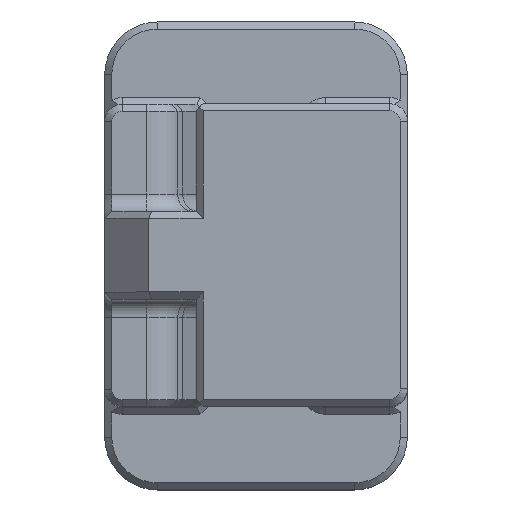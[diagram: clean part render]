
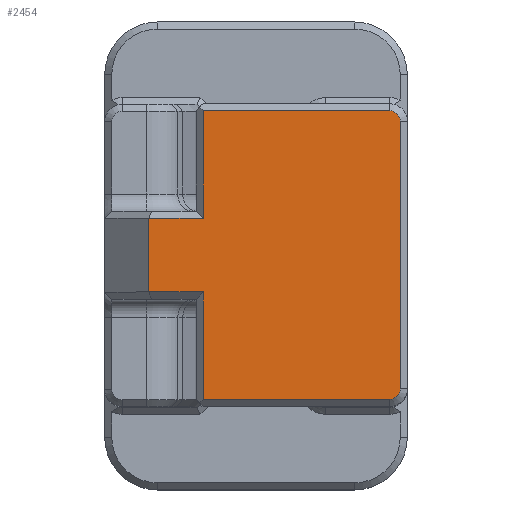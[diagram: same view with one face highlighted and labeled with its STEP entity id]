
A CAD part, top view. The second image highlights one B-rep face of the part: STEP entity #2454.
In plain terms, the highlighted planar face has unit normal (0, 0, 1).
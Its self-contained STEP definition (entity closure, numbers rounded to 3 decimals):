
#266 = LINE ( 'NONE', #3518, #5744 ) ;
#388 = EDGE_CURVE ( 'NONE', #5872, #2464, #5520, .T. ) ;
#514 = VECTOR ( 'NONE', #4401, 1000. ) ;
#713 = CIRCLE ( 'NONE', #4077, 0.6 ) ;
#739 = CARTESIAN_POINT ( 'NONE',  ( 5.6, 10.7, 35.4 ) ) ;
#748 = CARTESIAN_POINT ( 'NONE',  ( 5.6, 17.2, 35.4 ) ) ;
#794 = CARTESIAN_POINT ( 'NONE',  ( 16.8, 0., 35.4 ) ) ;
#816 = LINE ( 'NONE', #5066, #1567 ) ;
#945 = EDGE_CURVE ( 'NONE', #1078, #3957, #816, .T. ) ;
#954 = CARTESIAN_POINT ( 'NONE',  ( 5.6, 16.8, 35.4 ) ) ;
#1078 = VERTEX_POINT ( 'NONE', #3780 ) ;
#1144 = DIRECTION ( 'NONE',  ( 1., 0., 0. ) ) ;
#1164 = DIRECTION ( 'NONE',  ( 0., -1., 0. ) ) ;
#1166 = LINE ( 'NONE', #748, #4179 ) ;
#1200 = CARTESIAN_POINT ( 'NONE',  ( 2.5, 6.5, 35.4 ) ) ;
#1217 = EDGE_CURVE ( 'NONE', #1078, #1282, #1677, .T. ) ;
#1282 = VERTEX_POINT ( 'NONE', #1200 ) ;
#1311 = CARTESIAN_POINT ( 'NONE',  ( 0., 0., 35.4 ) ) ;
#1336 = DIRECTION ( 'NONE',  ( -1., 0., 0. ) ) ;
#1567 = VECTOR ( 'NONE', #1796, 1000. ) ;
#1614 = ORIENTED_EDGE ( 'NONE', *, *, #5642, .T. ) ;
#1632 = CARTESIAN_POINT ( 'NONE',  ( 16.8, 16.2, 35.4 ) ) ;
#1636 = DIRECTION ( 'NONE',  ( 1., 0., 0. ) ) ;
#1657 = LINE ( 'NONE', #5848, #514 ) ;
#1677 = LINE ( 'NONE', #2124, #3878 ) ;
#1765 = DIRECTION ( 'NONE',  ( 0., 1., 0. ) ) ;
#1796 = DIRECTION ( 'NONE',  ( 1., 0., 0. ) ) ;
#1820 = ORIENTED_EDGE ( 'NONE', *, *, #5982, .F. ) ;
#1913 = ORIENTED_EDGE ( 'NONE', *, *, #2576, .T. ) ;
#1994 = DIRECTION ( 'NONE',  ( -1., 0., 0. ) ) ;
#1995 = VERTEX_POINT ( 'NONE', #2864 ) ;
#2124 = CARTESIAN_POINT ( 'NONE',  ( 2.5, 0., 35.4 ) ) ;
#2163 = DIRECTION ( 'NONE',  ( 0., -1., 0. ) ) ;
#2234 = FACE_OUTER_BOUND ( 'NONE', #4860, .T. ) ;
#2385 = CARTESIAN_POINT ( 'NONE',  ( 5.6, 6.5, 35.4 ) ) ;
#2454 = ADVANCED_FACE ( 'NONE', ( #2234 ), #5456, .F. ) ;
#2464 = VERTEX_POINT ( 'NONE', #4079 ) ;
#2501 = DIRECTION ( 'NONE',  ( -1., 0., 0. ) ) ;
#2576 = EDGE_CURVE ( 'NONE', #2464, #4033, #4020, .T. ) ;
#2722 = EDGE_CURVE ( 'NONE', #1995, #4033, #713, .T. ) ;
#2864 = CARTESIAN_POINT ( 'NONE',  ( 16.2, 16.8, 35.4 ) ) ;
#2877 = VERTEX_POINT ( 'NONE', #954 ) ;
#3063 = DIRECTION ( 'NONE',  ( 0., 0., -1. ) ) ;
#3186 = EDGE_CURVE ( 'NONE', #5581, #4795, #4789, .T. ) ;
#3284 = EDGE_CURVE ( 'NONE', #3957, #2877, #1166, .T. ) ;
#3386 = AXIS2_PLACEMENT_3D ( 'NONE', #5710, #4768, #2501 ) ;
#3410 = CARTESIAN_POINT ( 'NONE',  ( 16.2, 16.2, 35.4 ) ) ;
#3425 = CARTESIAN_POINT ( 'NONE',  ( 5.6, 0., 35.4 ) ) ;
#3518 = CARTESIAN_POINT ( 'NONE',  ( 0., 16.8, 35.4 ) ) ;
#3633 = EDGE_CURVE ( 'NONE', #1282, #5581, #4906, .T. ) ;
#3773 = AXIS2_PLACEMENT_3D ( 'NONE', #1311, #3063, #1336 ) ;
#3780 = CARTESIAN_POINT ( 'NONE',  ( 2.5, 10.7, 35.4 ) ) ;
#3794 = VECTOR ( 'NONE', #1636, 1000. ) ;
#3799 = DIRECTION ( 'NONE',  ( 0., 0., -1. ) ) ;
#3840 = CARTESIAN_POINT ( 'NONE',  ( 5.6, 0.4, 35.4 ) ) ;
#3878 = VECTOR ( 'NONE', #1164, 1000. ) ;
#3892 = VECTOR ( 'NONE', #2163, 1000. ) ;
#3957 = VERTEX_POINT ( 'NONE', #739 ) ;
#4020 = LINE ( 'NONE', #794, #4553 ) ;
#4033 = VERTEX_POINT ( 'NONE', #1632 ) ;
#4077 = AXIS2_PLACEMENT_3D ( 'NONE', #3410, #3799, #1994 ) ;
#4079 = CARTESIAN_POINT ( 'NONE',  ( 16.8, 1., 35.4 ) ) ;
#4177 = ORIENTED_EDGE ( 'NONE', *, *, #1217, .T. ) ;
#4179 = VECTOR ( 'NONE', #1765, 1000. ) ;
#4293 = ORIENTED_EDGE ( 'NONE', *, *, #2722, .F. ) ;
#4329 = CARTESIAN_POINT ( 'NONE',  ( 16.2, 0.4, 35.4 ) ) ;
#4401 = DIRECTION ( 'NONE',  ( 1., 0., 0. ) ) ;
#4476 = ORIENTED_EDGE ( 'NONE', *, *, #3633, .T. ) ;
#4553 = VECTOR ( 'NONE', #5881, 1000. ) ;
#4768 = DIRECTION ( 'NONE',  ( 0., 0., 1. ) ) ;
#4789 = LINE ( 'NONE', #3425, #3892 ) ;
#4795 = VERTEX_POINT ( 'NONE', #3840 ) ;
#4840 = CARTESIAN_POINT ( 'NONE',  ( 0., 6.5, 35.4 ) ) ;
#4860 = EDGE_LOOP ( 'NONE', ( #1913, #4293, #1820, #4907, #5260, #4177, #4476, #5947, #1614, #5314 ) ) ;
#4906 = LINE ( 'NONE', #4840, #3794 ) ;
#4907 = ORIENTED_EDGE ( 'NONE', *, *, #3284, .F. ) ;
#5066 = CARTESIAN_POINT ( 'NONE',  ( 0., 10.7, 35.4 ) ) ;
#5260 = ORIENTED_EDGE ( 'NONE', *, *, #945, .F. ) ;
#5314 = ORIENTED_EDGE ( 'NONE', *, *, #388, .T. ) ;
#5456 = PLANE ( 'NONE',  #3773 ) ;
#5520 = CIRCLE ( 'NONE', #3386, 0.6 ) ;
#5581 = VERTEX_POINT ( 'NONE', #2385 ) ;
#5642 = EDGE_CURVE ( 'NONE', #4795, #5872, #1657, .T. ) ;
#5710 = CARTESIAN_POINT ( 'NONE',  ( 16.2, 1., 35.4 ) ) ;
#5744 = VECTOR ( 'NONE', #1144, 1000. ) ;
#5848 = CARTESIAN_POINT ( 'NONE',  ( 0., 0.4, 35.4 ) ) ;
#5872 = VERTEX_POINT ( 'NONE', #4329 ) ;
#5881 = DIRECTION ( 'NONE',  ( 0., 1., 0. ) ) ;
#5947 = ORIENTED_EDGE ( 'NONE', *, *, #3186, .T. ) ;
#5982 = EDGE_CURVE ( 'NONE', #2877, #1995, #266, .T. ) ;
